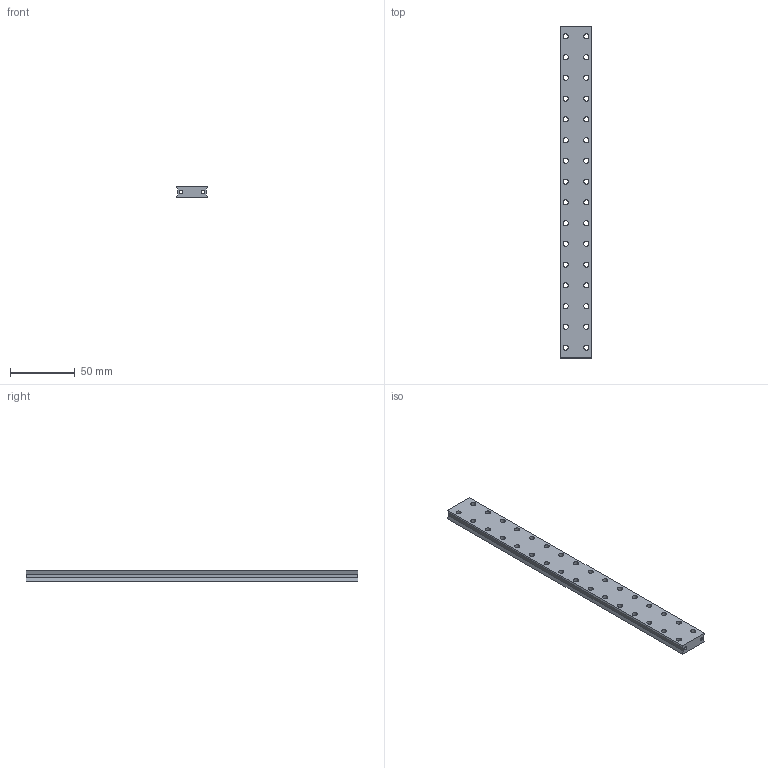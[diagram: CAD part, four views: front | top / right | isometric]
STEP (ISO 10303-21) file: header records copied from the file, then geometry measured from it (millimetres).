
FILE_DESCRIPTION(('STEP AP203'), '1');
FILE_NAME('ïðèíòåð_Áðàéëÿ_ñòîéêà_16ðÿäîâ', '', ('UNSPECIFIED'), ('UNSPECIFIED'), 'C3D Converter', 'C3D Toolkit', '');
FILE_SCHEMA(('CONFIG_CONTROL_DESIGN'));
Length unit declared in the file: millimetre
Bounding box: 24 x 256 x 8 mm (x, y, z)
Volume: 41242.1 mm3; surface area: 22112.8 mm2
Topology: 1 solids, 1 shells, 78 faces, 226 edges, 150 vertices
Faces by surface type: cylinder 68, plane 10
Full cylindrical faces by diameter (mm): 2.459 x36, 4 x32
Entity records: 9543 total; most frequent: CARTESIAN_POINT 6899, DIRECTION 322, ORIENTED_EDGE 316, EDGE_LOOP 278, EDGE_CURVE 158, VERTEX_POINT 150, AXIS2_PLACEMENT_3D 149, FACE_BOUND 142
